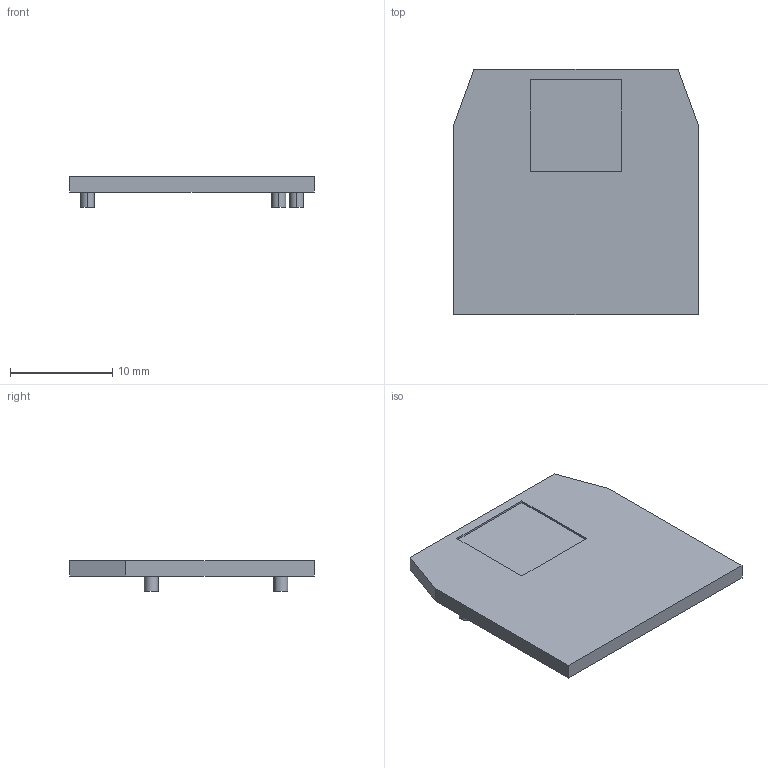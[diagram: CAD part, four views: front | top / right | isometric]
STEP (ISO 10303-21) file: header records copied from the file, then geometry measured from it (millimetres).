
FILE_DESCRIPTION((''),'2;1');
FILE_NAME('SRK2515AP_STEP','2011-12-15T',('Neumann'),(''),'PRO/ENGINEER BY PARAMETRIC TECHNOLOGY CORPORATION, 2007390','PRO/ENGINEER BY PARAMETRIC TECHNOLOGY CORPORATION, 2007390','');
FILE_SCHEMA(('CONFIG_CONTROL_DESIGN'));
Length unit declared in the file: millimetre
Products named in the file (1): SRK2515AP_STEP
Bounding box: 24 x 24 x 3 mm (x, y, z)
Volume: 837.7 mm3; surface area: 1295.3 mm2
Topology: 1 solids, 1 shells, 22 faces, 48 edges, 32 vertices
Faces by surface type: plane 16, cylinder 6
Entity records: 642 total; most frequent: DIRECTION 104, CARTESIAN_POINT 102, ORIENTED_EDGE 96, EDGE_CURVE 48, VECTOR 36, LINE 36, AXIS2_PLACEMENT_3D 34, VERTEX_POINT 32
